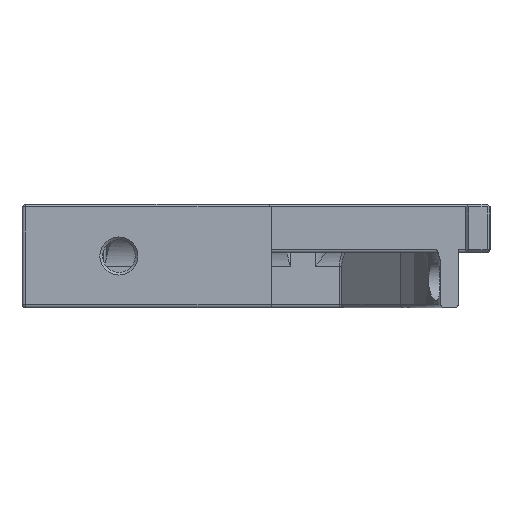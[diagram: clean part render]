
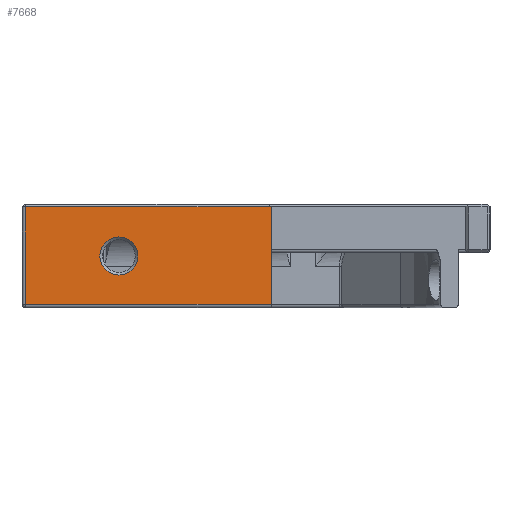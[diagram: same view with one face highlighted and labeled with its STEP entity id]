
A CAD part, left-side view. The second image highlights one B-rep face of the part: STEP entity #7668.
In plain terms, the highlighted planar face has unit normal (-1, 0, 0).
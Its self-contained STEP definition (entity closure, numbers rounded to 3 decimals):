
#68=FACE_BOUND('',#1247,.T.);
#482=CIRCLE('',#8304,2.75);
#772=FACE_OUTER_BOUND('',#1246,.T.);
#1246=EDGE_LOOP('',(#5776,#5777,#5778,#5779));
#1247=EDGE_LOOP('',(#5780));
#1961=LINE('',#12450,#2739);
#1971=LINE('',#12486,#2749);
#1972=LINE('',#12488,#2750);
#1973=LINE('',#12489,#2751);
#2739=VECTOR('',#9687,10.);
#2749=VECTOR('',#9705,10.);
#2750=VECTOR('',#9706,10.);
#2751=VECTOR('',#9707,10.);
#3378=VERTEX_POINT('',#11746);
#3621=VERTEX_POINT('',#12449);
#3631=VERTEX_POINT('',#12485);
#3632=VERTEX_POINT('',#12487);
#3633=VERTEX_POINT('',#12490);
#4424=EDGE_CURVE('',#3621,#3378,#1961,.T.);
#4437=EDGE_CURVE('',#3378,#3631,#1971,.T.);
#4438=EDGE_CURVE('',#3631,#3632,#1972,.T.);
#4439=EDGE_CURVE('',#3632,#3621,#1973,.T.);
#4440=EDGE_CURVE('',#3633,#3633,#482,.T.);
#5776=ORIENTED_EDGE('',*,*,#4424,.T.);
#5777=ORIENTED_EDGE('',*,*,#4437,.T.);
#5778=ORIENTED_EDGE('',*,*,#4438,.T.);
#5779=ORIENTED_EDGE('',*,*,#4439,.T.);
#5780=ORIENTED_EDGE('',*,*,#4440,.T.);
#7423=PLANE('',#8303);
#7668=ADVANCED_FACE('',(#772,#68),#7423,.F.);
#8303=AXIS2_PLACEMENT_3D('',#12484,#9703,#9704);
#8304=AXIS2_PLACEMENT_3D('',#12491,#9708,#9709);
#9687=DIRECTION('',(0.,0.,1.));
#9703=DIRECTION('center_axis',(1.,0.,0.));
#9704=DIRECTION('ref_axis',(0.,-1.,0.));
#9705=DIRECTION('',(0.,1.,0.));
#9706=DIRECTION('',(0.,0.,-1.));
#9707=DIRECTION('',(0.,-1.,0.));
#9708=DIRECTION('center_axis',(1.,0.,0.));
#9709=DIRECTION('ref_axis',(0.,0.,1.));
#11746=CARTESIAN_POINT('',(75.,32.,-0.4));
#12449=CARTESIAN_POINT('',(75.,32.,-14.5));
#12450=CARTESIAN_POINT('',(75.,32.,0.));
#12484=CARTESIAN_POINT('Origin',(75.,68.,0.));
#12485=CARTESIAN_POINT('',(75.,67.5,-0.4));
#12486=CARTESIAN_POINT('',(75.,52.25,-0.4));
#12487=CARTESIAN_POINT('',(75.,67.5,-14.5));
#12488=CARTESIAN_POINT('',(75.,67.5,0.));
#12489=CARTESIAN_POINT('',(75.,52.25,-14.5));
#12490=CARTESIAN_POINT('',(75.,54.,-10.25));
#12491=CARTESIAN_POINT('Origin',(75.,54.,-7.5));
